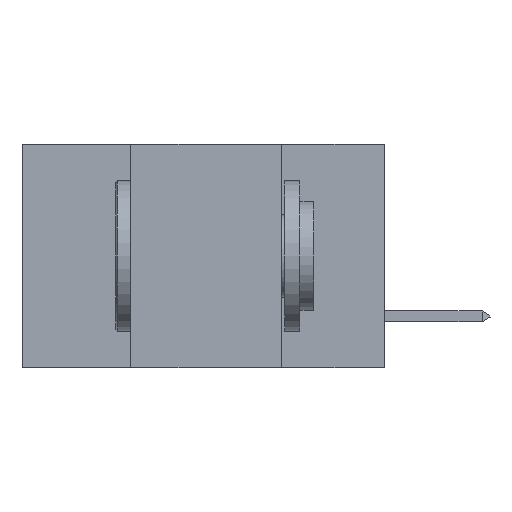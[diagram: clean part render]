
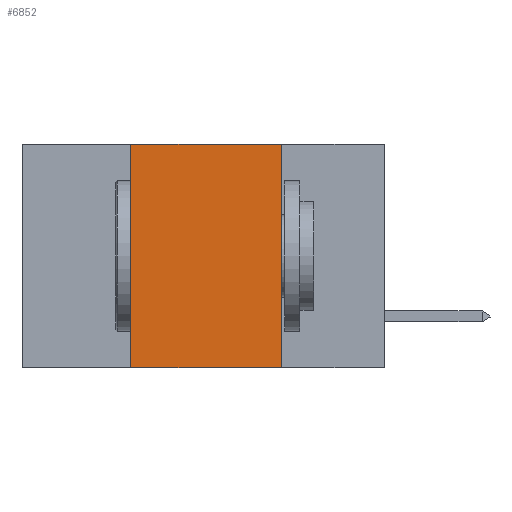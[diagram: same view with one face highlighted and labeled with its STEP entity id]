
A CAD part, left-side view. The second image highlights one B-rep face of the part: STEP entity #6852.
In plain terms, the highlighted planar face has unit normal (-1, 0, 0).
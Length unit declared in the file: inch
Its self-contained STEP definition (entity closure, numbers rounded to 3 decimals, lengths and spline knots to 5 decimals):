
#500 = DIRECTION ( 'NONE',  ( 0., 0., -1. ) ) ;
#1561 = LINE ( 'NONE', #24658, #7309 ) ;
#1752 = ORIENTED_EDGE ( 'NONE', *, *, #13460, .F. ) ;
#1776 = CARTESIAN_POINT ( 'NONE',  ( 0., 0.17, 0. ) ) ;
#2997 = VERTEX_POINT ( 'NONE', #4660 ) ;
#3343 = ORIENTED_EDGE ( 'NONE', *, *, #4242, .T. ) ;
#3409 = CARTESIAN_POINT ( 'NONE',  ( 0., 0.42, 0. ) ) ;
#3908 = VECTOR ( 'NONE', #15135, 39.37008 ) ;
#4242 = EDGE_CURVE ( 'NONE', #13005, #2997, #9069, .T. ) ;
#4256 = EDGE_CURVE ( 'NONE', #20824, #13742, #11772, .T. ) ;
#4315 = CARTESIAN_POINT ( 'NONE',  ( 0., 0.42, -0.37 ) ) ;
#4660 = CARTESIAN_POINT ( 'NONE',  ( 0., 0.17, -0.37 ) ) ;
#4838 = AXIS2_PLACEMENT_3D ( 'NONE', #16000, #6438, #10330 ) ;
#6438 = DIRECTION ( 'NONE',  ( 1., 0., 0. ) ) ;
#6852 = ADVANCED_FACE ( 'NONE', ( #7123 ), #23999, .F. ) ;
#7012 = LINE ( 'NONE', #8094, #14323 ) ;
#7123 = FACE_OUTER_BOUND ( 'NONE', #15222, .T. ) ;
#7309 = VECTOR ( 'NONE', #13109, 39.37008 ) ;
#7857 = VECTOR ( 'NONE', #13504, 39.37008 ) ;
#8094 = CARTESIAN_POINT ( 'NONE',  ( 0., 0.17, 0. ) ) ;
#9069 = LINE ( 'NONE', #21208, #3908 ) ;
#9789 = ORIENTED_EDGE ( 'NONE', *, *, #13294, .F. ) ;
#10330 = DIRECTION ( 'NONE',  ( 0., 0., -1. ) ) ;
#11772 = LINE ( 'NONE', #23173, #7857 ) ;
#13005 = VERTEX_POINT ( 'NONE', #4315 ) ;
#13109 = DIRECTION ( 'NONE',  ( 0., 0., 1. ) ) ;
#13294 = EDGE_CURVE ( 'NONE', #13742, #2997, #7012, .T. ) ;
#13460 = EDGE_CURVE ( 'NONE', #13005, #20824, #1561, .T. ) ;
#13504 = DIRECTION ( 'NONE',  ( 0., -1., 0. ) ) ;
#13742 = VERTEX_POINT ( 'NONE', #1776 ) ;
#14323 = VECTOR ( 'NONE', #500, 39.37008 ) ;
#14849 = ORIENTED_EDGE ( 'NONE', *, *, #4256, .F. ) ;
#15135 = DIRECTION ( 'NONE',  ( 0., -1., 0. ) ) ;
#15222 = EDGE_LOOP ( 'NONE', ( #9789, #14849, #1752, #3343 ) ) ;
#16000 = CARTESIAN_POINT ( 'NONE',  ( 0., 0.6, 0. ) ) ;
#20824 = VERTEX_POINT ( 'NONE', #3409 ) ;
#21208 = CARTESIAN_POINT ( 'NONE',  ( 0., 0.6, -0.37 ) ) ;
#23173 = CARTESIAN_POINT ( 'NONE',  ( 0., 0.6, 0. ) ) ;
#23999 = PLANE ( 'NONE',  #4838 ) ;
#24658 = CARTESIAN_POINT ( 'NONE',  ( 0., 0.42, 0. ) ) ;
